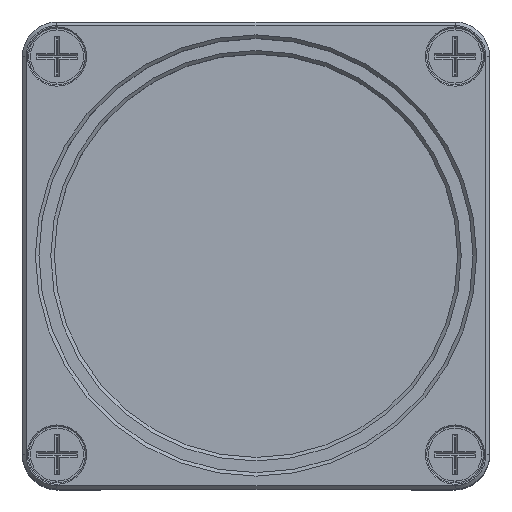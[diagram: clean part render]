
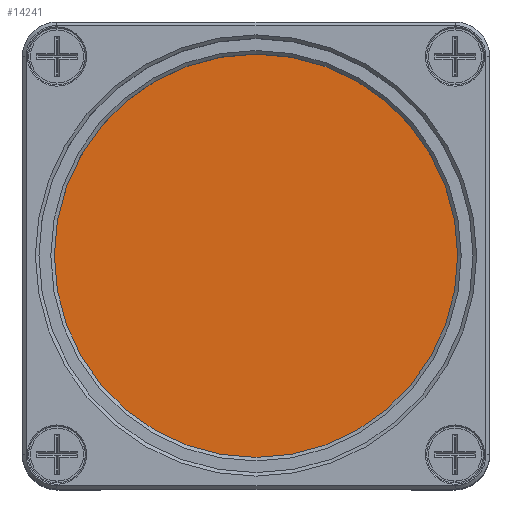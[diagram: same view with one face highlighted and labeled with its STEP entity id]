
A CAD part, top view. The second image highlights one B-rep face of the part: STEP entity #14241.
In plain terms, the highlighted face is planar.
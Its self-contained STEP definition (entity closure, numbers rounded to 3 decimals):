
#5001=FACE_OUTER_BOUND('',#59683,.T.);
#14241=ADVANCED_FACE('',(#5001),#20314,.F.);
#20314=PLANE('',#148441);
#59683=EDGE_LOOP('',(#85501));
#85501=ORIENTED_EDGE('',*,*,#128778,.F.);
#111503=VERTEX_POINT('',#215718);
#128778=EDGE_CURVE('',#111503,#111503,#140324,.T.);
#140324=CIRCLE('',#148438,12.5);
#148438=AXIS2_PLACEMENT_3D('',#215717,#174899,#174900);
#148441=AXIS2_PLACEMENT_3D('',#215721,#174905,#174906);
#174899=DIRECTION('',(0.,0.,1.));
#174900=DIRECTION('',(1.,0.,0.));
#174905=DIRECTION('',(0.,0.,1.));
#174906=DIRECTION('',(1.,0.,0.));
#215717=CARTESIAN_POINT('',(0.,0.,0.));
#215718=CARTESIAN_POINT('',(12.5,0.,0.));
#215721=CARTESIAN_POINT('',(0.,0.,0.));
